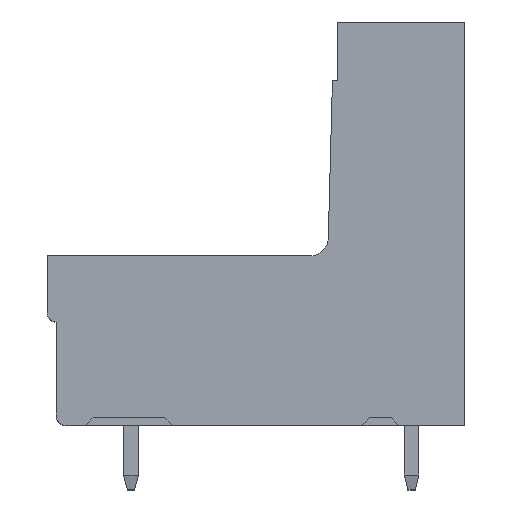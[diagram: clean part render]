
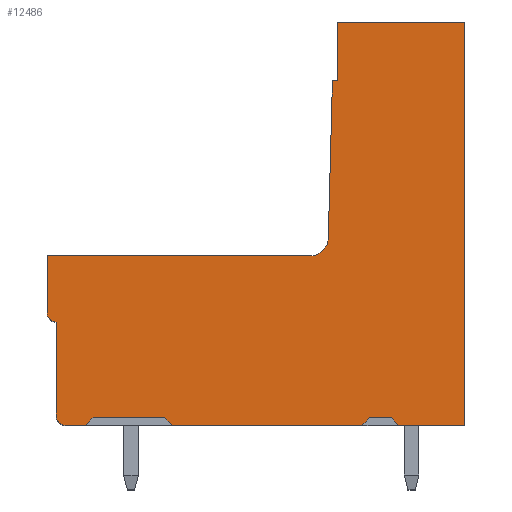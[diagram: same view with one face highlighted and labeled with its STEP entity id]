
A CAD part, top view. The second image highlights one B-rep face of the part: STEP entity #12486.
In plain terms, the highlighted planar face has unit normal (0, 0, 1).
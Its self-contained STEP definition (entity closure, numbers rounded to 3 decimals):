
#365=DIRECTION('',(0.,1.,0.));
#366=VECTOR('',#365,21.9);
#367=CARTESIAN_POINT('',(0.006,0.,
-116.013));
#368=LINE('',#367,#366);
#1899=DIRECTION('',(0.,-1.,0.));
#1900=VECTOR('',#1899,5.1);
#1901=CARTESIAN_POINT('',(-22.194,5.6,-116.013));
#1902=LINE('',#1901,#1900);
#3126=DIRECTION('',(-1.,0.,0.));
#3127=VECTOR('',#3126,0.3);
#3128=CARTESIAN_POINT('',(-6.894,18.7,-116.013));
#3129=LINE('',#3128,#3127);
#3134=DIRECTION('',(0.,-1.,0.));
#3135=VECTOR('',#3134,3.2);
#3136=CARTESIAN_POINT('',(-6.894,21.9,-116.013));
#3137=LINE('',#3136,#3135);
#4317=DIRECTION('',(-1.,0.,0.));
#4318=VECTOR('',#4317,10.3);
#4319=CARTESIAN_POINT('',(-5.594,0.,
-116.013));
#4320=LINE('',#4319,#4318);
#4321=DIRECTION('',(-0.707,0.707,0.));
#4322=VECTOR('',#4321,0.566);
#4323=CARTESIAN_POINT('',(-15.894,0.,
-116.013));
#4324=LINE('',#4323,#4322);
#4325=DIRECTION('',(-1.,0.,0.));
#4326=VECTOR('',#4325,3.9);
#4327=CARTESIAN_POINT('',(-16.294,0.4,
-116.013));
#4328=LINE('',#4327,#4326);
#4329=DIRECTION('',(-1.,0.,0.));
#4330=VECTOR('',#4329,1.1);
#4331=CARTESIAN_POINT('',(-20.594,0.,
-116.013));
#4332=LINE('',#4331,#4330);
#4333=CARTESIAN_POINT('',(-21.694,0.5,-116.013));
#4334=DIRECTION('',(0.,0.,-1.));
#4335=DIRECTION('',(0.,-1.,0.));
#4336=AXIS2_PLACEMENT_3D('',#4333,#4334,#4335);
#4338=CARTESIAN_POINT('',(-22.194,6.1,-116.013));
#4339=DIRECTION('',(0.,0.,-1.));
#4340=DIRECTION('',(0.,-1.,0.));
#4341=AXIS2_PLACEMENT_3D('',#4338,#4339,#4340);
#4343=DIRECTION('',(0.,1.,0.));
#4344=VECTOR('',#4343,3.1);
#4345=CARTESIAN_POINT('',(-22.694,6.1,
-116.013));
#4346=LINE('',#4345,#4344);
#4347=DIRECTION('',(1.,0.,0.));
#4348=VECTOR('',#4347,14.277);
#4349=CARTESIAN_POINT('',(-22.694,9.2,-116.013));
#4350=LINE('',#4349,#4348);
#4351=CARTESIAN_POINT('',(-8.417,10.2,-116.013));
#4352=DIRECTION('',(0.,0.,1.));
#4353=DIRECTION('',(0.,-1.,0.));
#4354=AXIS2_PLACEMENT_3D('',#4351,#4352,#4353);
#4356=DIRECTION('',(0.026,1.,0.));
#4357=VECTOR('',#4356,8.529);
#4358=CARTESIAN_POINT('',(-7.417,10.174,
-116.013));
#4359=LINE('',#4358,#4357);
#4360=DIRECTION('',(1.,0.,0.));
#4361=VECTOR('',#4360,6.9);
#4362=CARTESIAN_POINT('',(-6.894,21.9,-116.013));
#4363=LINE('',#4362,#4361);
#4364=DIRECTION('',(-1.,0.,0.));
#4365=VECTOR('',#4364,3.6);
#4366=CARTESIAN_POINT('',(0.006,0.,
-116.013));
#4367=LINE('',#4366,#4365);
#4368=DIRECTION('',(-0.707,0.707,0.));
#4369=VECTOR('',#4368,0.566);
#4370=CARTESIAN_POINT('',(-3.594,0.,
-116.013));
#4371=LINE('',#4370,#4369);
#4372=DIRECTION('',(-0.707,-0.707,0.));
#4373=VECTOR('',#4372,0.566);
#4374=CARTESIAN_POINT('',(-5.194,0.4,
-116.013));
#4375=LINE('',#4374,#4373);
#4392=DIRECTION('',(-0.707,-0.707,0.));
#4393=VECTOR('',#4392,0.566);
#4394=CARTESIAN_POINT('',(-20.194,0.4,
-116.013));
#4395=LINE('',#4394,#4393);
#4428=DIRECTION('',(1.,0.,0.));
#4429=VECTOR('',#4428,1.2);
#4430=CARTESIAN_POINT('',(-5.194,0.4,
-116.013));
#4431=LINE('',#4430,#4429);
#5106=CARTESIAN_POINT('',(-5.594,0.,
-116.013));
#5108=VERTEX_POINT('',#5106);
#5112=CARTESIAN_POINT('',(-3.594,0.,
-116.013));
#5113=VERTEX_POINT('',#5112);
#5229=CARTESIAN_POINT('',(-16.294,0.4,
-116.013));
#5230=VERTEX_POINT('',#5229);
#5231=CARTESIAN_POINT('',(-7.417,10.174,
-116.013));
#5232=CARTESIAN_POINT('',(-7.194,18.7,-116.013));
#5233=VERTEX_POINT('',#5231);
#5234=VERTEX_POINT('',#5232);
#5235=CARTESIAN_POINT('',(-6.894,18.7,-116.013));
#5236=VERTEX_POINT('',#5235);
#5237=CARTESIAN_POINT('',(-6.894,21.9,-116.013));
#5238=VERTEX_POINT('',#5237);
#5239=CARTESIAN_POINT('',(-3.994,0.4,
-116.013));
#5240=VERTEX_POINT('',#5239);
#5241=CARTESIAN_POINT('',(-5.194,0.4,
-116.013));
#5242=VERTEX_POINT('',#5241);
#5247=CARTESIAN_POINT('',(-21.694,0.,-116.013));
#5248=CARTESIAN_POINT('',(-22.194,0.5,
-116.013));
#5249=VERTEX_POINT('',#5247);
#5250=VERTEX_POINT('',#5248);
#5251=CARTESIAN_POINT('',(-22.194,5.6,-116.013));
#5252=VERTEX_POINT('',#5251);
#5253=CARTESIAN_POINT('',(-22.694,6.1,
-116.013));
#5254=VERTEX_POINT('',#5253);
#5255=CARTESIAN_POINT('',(-22.694,9.2,-116.013));
#5256=VERTEX_POINT('',#5255);
#5505=CARTESIAN_POINT('',(0.006,0.,
-116.013));
#5506=CARTESIAN_POINT('',(0.006,21.9,-116.013));
#5507=VERTEX_POINT('',#5505);
#5508=VERTEX_POINT('',#5506);
#5509=CARTESIAN_POINT('',(-20.194,0.4,
-116.013));
#5510=CARTESIAN_POINT('',(-20.594,0.,
-116.013));
#5511=VERTEX_POINT('',#5509);
#5512=VERTEX_POINT('',#5510);
#5513=CARTESIAN_POINT('',(-15.894,0.,
-116.013));
#5514=VERTEX_POINT('',#5513);
#5515=CARTESIAN_POINT('',(-8.417,9.2,-116.013));
#5516=VERTEX_POINT('',#5515);
#12453=CARTESIAN_POINT('',(-21.694,0.5,
-116.013));
#12454=DIRECTION('',(0.,0.,-1.));
#12455=DIRECTION('',(-1.,0.,0.));
#12456=AXIS2_PLACEMENT_3D('',#12453,#12454,#12455);
#12457=PLANE('',#12456);
#12458=ORIENTED_EDGE('',*,*,#7904,.T.);
#12460=ORIENTED_EDGE('',*,*,#12459,.T.);
#12462=ORIENTED_EDGE('',*,*,#12461,.T.);
#12464=ORIENTED_EDGE('',*,*,#12463,.T.);
#12465=ORIENTED_EDGE('',*,*,#7896,.T.);
#12466=ORIENTED_EDGE('',*,*,#8747,.T.);
#12467=ORIENTED_EDGE('',*,*,#8762,.F.);
#12468=ORIENTED_EDGE('',*,*,#8777,.T.);
#12469=ORIENTED_EDGE('',*,*,#8792,.T.);
#12470=ORIENTED_EDGE('',*,*,#8807,.T.);
#12471=ORIENTED_EDGE('',*,*,#10640,.T.);
#12472=ORIENTED_EDGE('',*,*,#10655,.T.);
#12473=ORIENTED_EDGE('',*,*,#10670,.F.);
#12474=ORIENTED_EDGE('',*,*,#10685,.F.);
#12475=ORIENTED_EDGE('',*,*,#10699,.T.);
#12476=ORIENTED_EDGE('',*,*,#6422,.F.);
#12477=ORIENTED_EDGE('',*,*,#7912,.T.);
#12479=ORIENTED_EDGE('',*,*,#12478,.T.);
#12481=ORIENTED_EDGE('',*,*,#12480,.F.);
#12483=ORIENTED_EDGE('',*,*,#12482,.T.);
#12484=EDGE_LOOP('',(#12458,#12460,#12462,#12464,#12465,#12466,#12467,#12468,
#12469,#12470,#12471,#12472,#12473,#12474,#12475,#12476,#12477,#12479,#12481,
#12483));
#12485=FACE_OUTER_BOUND('',#12484,.F.);
#12486=ADVANCED_FACE('',(#12485),#12457,.F.);
#4337=CIRCLE('',#4336,0.5);
#4342=CIRCLE('',#4341,0.5);
#4355=CIRCLE('',#4354,1.);
#6422=EDGE_CURVE('',#5507,#5508,#368,.T.);
#7896=EDGE_CURVE('',#5512,#5249,#4332,.T.);
#7904=EDGE_CURVE('',#5108,#5514,#4320,.T.);
#7912=EDGE_CURVE('',#5507,#5113,#4367,.T.);
#8747=EDGE_CURVE('',#5249,#5250,#4337,.T.);
#8762=EDGE_CURVE('',#5252,#5250,#1902,.T.);
#8777=EDGE_CURVE('',#5252,#5254,#4342,.T.);
#8792=EDGE_CURVE('',#5254,#5256,#4346,.T.);
#8807=EDGE_CURVE('',#5256,#5516,#4350,.T.);
#10640=EDGE_CURVE('',#5516,#5233,#4355,.T.);
#10655=EDGE_CURVE('',#5233,#5234,#4359,.T.);
#10670=EDGE_CURVE('',#5236,#5234,#3129,.T.);
#10685=EDGE_CURVE('',#5238,#5236,#3137,.T.);
#10699=EDGE_CURVE('',#5238,#5508,#4363,.T.);
#12459=EDGE_CURVE('',#5514,#5230,#4324,.T.);
#12461=EDGE_CURVE('',#5230,#5511,#4328,.T.);
#12463=EDGE_CURVE('',#5511,#5512,#4395,.T.);
#12478=EDGE_CURVE('',#5113,#5240,#4371,.T.);
#12480=EDGE_CURVE('',#5242,#5240,#4431,.T.);
#12482=EDGE_CURVE('',#5242,#5108,#4375,.T.);
